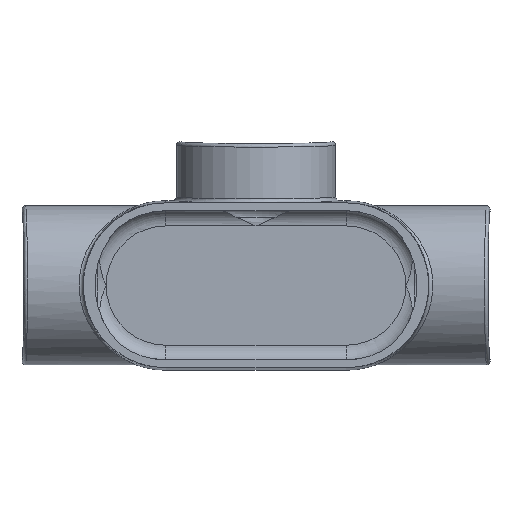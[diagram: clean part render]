
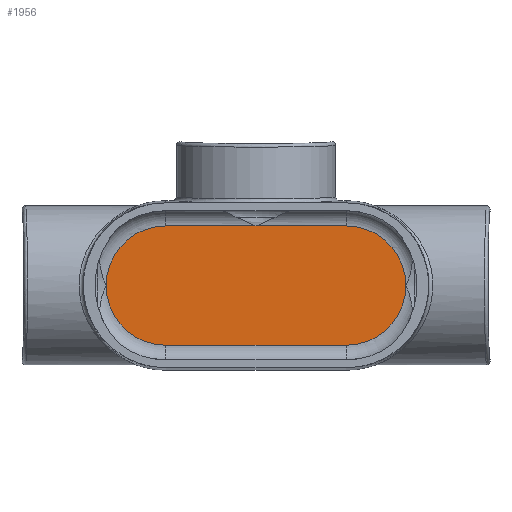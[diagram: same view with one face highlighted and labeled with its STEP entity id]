
A CAD part, top view. The second image highlights one B-rep face of the part: STEP entity #1956.
In plain terms, the highlighted planar face has unit normal (0, 0, 1).
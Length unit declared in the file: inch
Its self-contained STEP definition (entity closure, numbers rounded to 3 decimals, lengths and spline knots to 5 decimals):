
#135=CIRCLE('',#2197,1.89766);
#140=CIRCLE('',#2203,1.89766);
#142=CIRCLE('',#2215,1.89766);
#146=CIRCLE('',#2220,1.89766);
#209=PLANE('',#2226);
#276=LINE('',#8894,#360);
#277=LINE('',#8896,#361);
#281=LINE('',#8916,#365);
#360=VECTOR('',#2745,2.875);
#361=VECTOR('',#2748,2.875);
#365=VECTOR('',#2780,5.75);
#560=FACE_OUTER_BOUND('',#682,.T.);
#682=EDGE_LOOP('',(#1748,#1749,#1750,#1751,#1752,#1753,#1754));
#807=VERTEX_POINT('',#3354);
#862=VERTEX_POINT('',#3743);
#918=VERTEX_POINT('',#8859);
#921=VERTEX_POINT('',#8867);
#922=VERTEX_POINT('',#8876);
#924=VERTEX_POINT('',#8892);
#926=VERTEX_POINT('',#8908);
#1186=EDGE_CURVE('',#807,#918,#135,.F.);
#1191=EDGE_CURVE('',#921,#807,#140,.F.);
#1198=EDGE_CURVE('',#924,#922,#276,.T.);
#1199=EDGE_CURVE('',#922,#921,#277,.T.);
#1202=EDGE_CURVE('',#862,#924,#142,.F.);
#1206=EDGE_CURVE('',#926,#862,#146,.F.);
#1208=EDGE_CURVE('',#918,#926,#281,.T.);
#1748=ORIENTED_EDGE('',*,*,#1186,.F.);
#1749=ORIENTED_EDGE('',*,*,#1191,.F.);
#1750=ORIENTED_EDGE('',*,*,#1199,.F.);
#1751=ORIENTED_EDGE('',*,*,#1198,.F.);
#1752=ORIENTED_EDGE('',*,*,#1202,.F.);
#1753=ORIENTED_EDGE('',*,*,#1206,.F.);
#1754=ORIENTED_EDGE('',*,*,#1208,.F.);
#1956=ADVANCED_FACE('',(#560),#209,.T.);
#2197=AXIS2_PLACEMENT_3D('',#8860,#2716,#2717);
#2203=AXIS2_PLACEMENT_3D('',#8869,#2728,#2729);
#2215=AXIS2_PLACEMENT_3D('',#8903,#2759,#2760);
#2220=AXIS2_PLACEMENT_3D('',#8910,#2769,#2770);
#2226=AXIS2_PLACEMENT_3D('',#8919,#2784,#2785);
#2716=DIRECTION('center_axis',(0.,0.,1.));
#2717=DIRECTION('ref_axis',(1.,0.,0.));
#2728=DIRECTION('center_axis',(0.,0.,1.));
#2729=DIRECTION('ref_axis',(1.,0.,0.));
#2745=DIRECTION('',(1.,0.,0.));
#2748=DIRECTION('',(1.,0.,0.));
#2759=DIRECTION('center_axis',(0.,0.,1.));
#2760=DIRECTION('ref_axis',(1.,0.,0.));
#2769=DIRECTION('center_axis',(0.,0.,1.));
#2770=DIRECTION('ref_axis',(1.,0.,0.));
#2780=DIRECTION('',(-1.,0.,0.));
#2784=DIRECTION('center_axis',(0.,0.,1.));
#2785=DIRECTION('ref_axis',(1.,0.,0.));
#3354=CARTESIAN_POINT('',(4.77266,0.,-2.375));
#3743=CARTESIAN_POINT('',(-4.77266,0.,-2.375));
#8859=CARTESIAN_POINT('',(2.875,-1.89766,-2.375));
#8860=CARTESIAN_POINT('Origin',(2.875,0.,-2.375));
#8867=CARTESIAN_POINT('',(2.875,1.89766,-2.375));
#8869=CARTESIAN_POINT('Origin',(2.875,0.,-2.375));
#8876=CARTESIAN_POINT('',(0.,1.89766,-2.375));
#8892=CARTESIAN_POINT('',(-2.875,1.89766,-2.375));
#8894=CARTESIAN_POINT('',(-2.875,1.89766,-2.375));
#8896=CARTESIAN_POINT('',(0.,1.89766,-2.375));
#8903=CARTESIAN_POINT('Origin',(-2.875,0.,-2.375));
#8908=CARTESIAN_POINT('',(-2.875,-1.89766,-2.375));
#8910=CARTESIAN_POINT('Origin',(-2.875,0.,-2.375));
#8916=CARTESIAN_POINT('',(2.875,-1.89766,-2.375));
#8919=CARTESIAN_POINT('Origin',(2.875,0.,-2.375));
